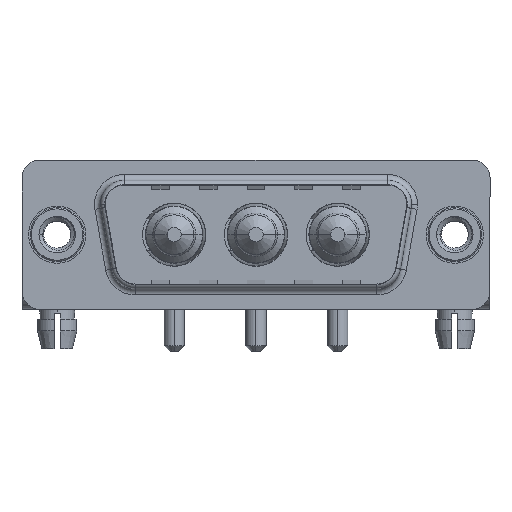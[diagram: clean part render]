
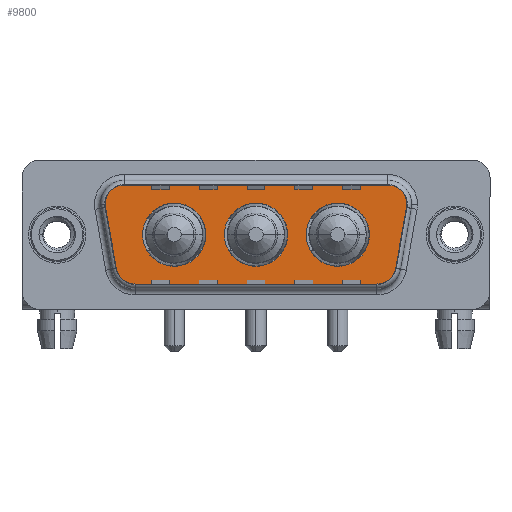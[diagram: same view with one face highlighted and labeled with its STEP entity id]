
A CAD part, top view. The second image highlights one B-rep face of the part: STEP entity #9800.
In plain terms, the highlighted planar face has unit normal (0, 0, 1).
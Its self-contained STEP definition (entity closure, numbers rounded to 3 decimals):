
#113 = DIRECTION ( 'NONE',  ( -1., 0., 0. ) ) ;
#189 = CIRCLE ( 'NONE', #10263, 2.65 ) ;
#204 = CARTESIAN_POINT ( 'NONE',  ( 16.65, 0., 0. ) ) ;
#466 = VECTOR ( 'NONE', #13905, 1000. ) ;
#508 = EDGE_LOOP ( 'NONE', ( #861, #13458, #1306, #15722, #8352, #6400, #10408, #3792, #6020 ) ) ;
#521 = FACE_OUTER_BOUND ( 'NONE', #508, .T. ) ;
#861 = ORIENTED_EDGE ( 'NONE', *, *, #13760, .T. ) ;
#1127 = EDGE_CURVE ( 'NONE', #7913, #3609, #12782, .T. ) ;
#1267 = VERTEX_POINT ( 'NONE', #15278 ) ;
#1306 = ORIENTED_EDGE ( 'NONE', *, *, #11566, .T. ) ;
#1571 = VERTEX_POINT ( 'NONE', #1900 ) ;
#1591 = DIRECTION ( 'NONE',  ( 0., 0., 1. ) ) ;
#1695 = DIRECTION ( 'NONE',  ( -1., 0., 0. ) ) ;
#1699 = EDGE_LOOP ( 'NONE', ( #7594, #4953 ) ) ;
#1750 = CARTESIAN_POINT ( 'NONE',  ( 6.434, -4.9, 0. ) ) ;
#1831 = DIRECTION ( 'NONE',  ( 0., 0., 1. ) ) ;
#1900 = CARTESIAN_POINT ( 'NONE',  ( 20.85, 0., 0. ) ) ;
#2016 = CARTESIAN_POINT ( 'NONE',  ( 12.45, 0., 0. ) ) ;
#2036 = VERTEX_POINT ( 'NONE', #2016 ) ;
#2119 = DIRECTION ( 'NONE',  ( 0., 0., 1. ) ) ;
#2875 = CARTESIAN_POINT ( 'NONE',  ( 27.889, 2.9, 0. ) ) ;
#3078 = CIRCLE ( 'NONE', #8110, 2.65 ) ;
#3174 = EDGE_CURVE ( 'NONE', #3840, #1571, #3078, .T. ) ;
#3258 = DIRECTION ( 'NONE',  ( 0.174, 0.985, 0. ) ) ;
#3312 = DIRECTION ( 'NONE',  ( 0., 0., 1. ) ) ;
#3560 = DIRECTION ( 'NONE',  ( 0., 0., 1. ) ) ;
#3609 = VERTEX_POINT ( 'NONE', #12322 ) ;
#3703 = CARTESIAN_POINT ( 'NONE',  ( 9.8, 0., 0. ) ) ;
#3756 = CARTESIAN_POINT ( 'NONE',  ( 26.866, -4.9, 0. ) ) ;
#3792 = ORIENTED_EDGE ( 'NONE', *, *, #9784, .T. ) ;
#3840 = VERTEX_POINT ( 'NONE', #15738 ) ;
#3878 = DIRECTION ( 'NONE',  ( 0., 0., 1. ) ) ;
#4180 = VERTEX_POINT ( 'NONE', #5655 ) ;
#4238 = DIRECTION ( 'NONE',  ( -1., 0., 0. ) ) ;
#4371 = LINE ( 'NONE', #5859, #6061 ) ;
#4416 = DIRECTION ( 'NONE',  ( 1., 0., 0. ) ) ;
#4579 = FACE_BOUND ( 'NONE', #8413, .T. ) ;
#4767 = DIRECTION ( 'NONE',  ( 0., 0., 1. ) ) ;
#4786 = VECTOR ( 'NONE', #3258, 1000. ) ;
#4953 = ORIENTED_EDGE ( 'NONE', *, *, #6327, .F. ) ;
#4971 = AXIS2_PLACEMENT_3D ( 'NONE', #11067, #4767, #9824 ) ;
#4981 = CIRCLE ( 'NONE', #15600, 2. ) ;
#5125 = VERTEX_POINT ( 'NONE', #9559 ) ;
#5134 = CARTESIAN_POINT ( 'NONE',  ( 23.5, 0., 0. ) ) ;
#5320 = ORIENTED_EDGE ( 'NONE', *, *, #1127, .F. ) ;
#5488 = EDGE_CURVE ( 'NONE', #9866, #8192, #4981, .T. ) ;
#5581 = PLANE ( 'NONE',  #13154 ) ;
#5655 = CARTESIAN_POINT ( 'NONE',  ( 28.836, -3.247, 0. ) ) ;
#5859 = CARTESIAN_POINT ( 'NONE',  ( 3.441, 2.553, 0. ) ) ;
#6020 = ORIENTED_EDGE ( 'NONE', *, *, #10977, .T. ) ;
#6061 = VECTOR ( 'NONE', #15985, 1000. ) ;
#6327 = EDGE_CURVE ( 'NONE', #1571, #3840, #8925, .T. ) ;
#6350 = EDGE_CURVE ( 'NONE', #1267, #9866, #15150, .T. ) ;
#6400 = ORIENTED_EDGE ( 'NONE', *, *, #5488, .T. ) ;
#6821 = CARTESIAN_POINT ( 'NONE',  ( 29.859, 2.553, 0. ) ) ;
#6906 = DIRECTION ( 'NONE',  ( 1., 0., 0. ) ) ;
#7063 = FACE_BOUND ( 'NONE', #12729, .T. ) ;
#7082 = AXIS2_PLACEMENT_3D ( 'NONE', #2875, #8258, #1695 ) ;
#7226 = CARTESIAN_POINT ( 'NONE',  ( 5.411, 4.9, 0. ) ) ;
#7227 = CARTESIAN_POINT ( 'NONE',  ( 16.65, 0., 0. ) ) ;
#7449 = CIRCLE ( 'NONE', #13003, 2.65 ) ;
#7452 = DIRECTION ( 'NONE',  ( 1., 0., 0. ) ) ;
#7594 = ORIENTED_EDGE ( 'NONE', *, *, #3174, .F. ) ;
#7647 = DIRECTION ( 'NONE',  ( 1., 0., 0. ) ) ;
#7833 = DIRECTION ( 'NONE',  ( 0., 0., 1. ) ) ;
#7913 = VERTEX_POINT ( 'NONE', #13467 ) ;
#7952 = CIRCLE ( 'NONE', #10061, 2. ) ;
#8026 = AXIS2_PLACEMENT_3D ( 'NONE', #7227, #9472, #14557 ) ;
#8110 = AXIS2_PLACEMENT_3D ( 'NONE', #5134, #3560, #10185 ) ;
#8192 = VERTEX_POINT ( 'NONE', #12615 ) ;
#8258 = DIRECTION ( 'NONE',  ( 0., 0., 1. ) ) ;
#8261 = VERTEX_POINT ( 'NONE', #3756 ) ;
#8352 = ORIENTED_EDGE ( 'NONE', *, *, #6350, .T. ) ;
#8377 = LINE ( 'NONE', #6821, #4786 ) ;
#8413 = EDGE_LOOP ( 'NONE', ( #11153, #5320 ) ) ;
#8706 = AXIS2_PLACEMENT_3D ( 'NONE', #204, #7833, #11554 ) ;
#8925 = CIRCLE ( 'NONE', #4971, 2.65 ) ;
#9005 = ORIENTED_EDGE ( 'NONE', *, *, #10810, .F. ) ;
#9144 = CARTESIAN_POINT ( 'NONE',  ( 27.889, 2.9, 0. ) ) ;
#9472 = DIRECTION ( 'NONE',  ( 0., 0., 1. ) ) ;
#9550 = VERTEX_POINT ( 'NONE', #14942 ) ;
#9559 = CARTESIAN_POINT ( 'NONE',  ( 7.15, 0., 0. ) ) ;
#9613 = CARTESIAN_POINT ( 'NONE',  ( 29.889, 2.9, 0. ) ) ;
#9784 = EDGE_CURVE ( 'NONE', #9550, #11675, #15594, .T. ) ;
#9800 = ADVANCED_FACE ( 'NONE', ( #4579, #11880, #7063, #521 ), #5581, .T. ) ;
#9824 = DIRECTION ( 'NONE',  ( 1., 0., 0. ) ) ;
#9866 = VERTEX_POINT ( 'NONE', #7226 ) ;
#10061 = AXIS2_PLACEMENT_3D ( 'NONE', #11245, #3878, #7452 ) ;
#10080 = VERTEX_POINT ( 'NONE', #10286 ) ;
#10185 = DIRECTION ( 'NONE',  ( 1., 0., 0. ) ) ;
#10263 = AXIS2_PLACEMENT_3D ( 'NONE', #3703, #2119, #12481 ) ;
#10267 = VERTEX_POINT ( 'NONE', #9613 ) ;
#10286 = CARTESIAN_POINT ( 'NONE',  ( 29.859, 2.553, 0. ) ) ;
#10407 = CARTESIAN_POINT ( 'NONE',  ( 5.411, 4.9, 0. ) ) ;
#10408 = ORIENTED_EDGE ( 'NONE', *, *, #12232, .T. ) ;
#10564 = CIRCLE ( 'NONE', #8706, 2.65 ) ;
#10614 = CARTESIAN_POINT ( 'NONE',  ( 6.434, -2.9, 0. ) ) ;
#10802 = AXIS2_PLACEMENT_3D ( 'NONE', #9144, #1591, #15720 ) ;
#10810 = EDGE_CURVE ( 'NONE', #5125, #2036, #189, .T. ) ;
#10871 = DIRECTION ( 'NONE',  ( 0., 0., 1. ) ) ;
#10977 = EDGE_CURVE ( 'NONE', #11675, #8261, #12819, .T. ) ;
#11060 = EDGE_CURVE ( 'NONE', #10267, #1267, #12375, .T. ) ;
#11067 = CARTESIAN_POINT ( 'NONE',  ( 23.5, 0., 0. ) ) ;
#11153 = ORIENTED_EDGE ( 'NONE', *, *, #12439, .F. ) ;
#11245 = CARTESIAN_POINT ( 'NONE',  ( 26.866, -2.9, 0. ) ) ;
#11360 = DIRECTION ( 'NONE',  ( 0., 0., 1. ) ) ;
#11554 = DIRECTION ( 'NONE',  ( 1., 0., 0. ) ) ;
#11566 = EDGE_CURVE ( 'NONE', #10080, #10267, #15847, .T. ) ;
#11675 = VERTEX_POINT ( 'NONE', #1750 ) ;
#11880 = FACE_BOUND ( 'NONE', #1699, .T. ) ;
#12232 = EDGE_CURVE ( 'NONE', #8192, #9550, #4371, .T. ) ;
#12322 = CARTESIAN_POINT ( 'NONE',  ( 19.3, 0., 0. ) ) ;
#12375 = CIRCLE ( 'NONE', #7082, 2. ) ;
#12439 = EDGE_CURVE ( 'NONE', #3609, #7913, #10564, .T. ) ;
#12481 = DIRECTION ( 'NONE',  ( 1., 0., 0. ) ) ;
#12615 = CARTESIAN_POINT ( 'NONE',  ( 3.441, 2.553, 0. ) ) ;
#12729 = EDGE_LOOP ( 'NONE', ( #15299, #9005 ) ) ;
#12782 = CIRCLE ( 'NONE', #8026, 2.65 ) ;
#12819 = LINE ( 'NONE', #15410, #466 ) ;
#13003 = AXIS2_PLACEMENT_3D ( 'NONE', #13211, #1831, #6906 ) ;
#13154 = AXIS2_PLACEMENT_3D ( 'NONE', #15715, #10871, #4416 ) ;
#13211 = CARTESIAN_POINT ( 'NONE',  ( 9.8, 0., 0. ) ) ;
#13458 = ORIENTED_EDGE ( 'NONE', *, *, #16225, .T. ) ;
#13467 = CARTESIAN_POINT ( 'NONE',  ( 14., 0., 0. ) ) ;
#13760 = EDGE_CURVE ( 'NONE', #8261, #4180, #7952, .T. ) ;
#13905 = DIRECTION ( 'NONE',  ( 1., 0., 0. ) ) ;
#13909 = VECTOR ( 'NONE', #113, 1000. ) ;
#14202 = CARTESIAN_POINT ( 'NONE',  ( 5.411, 2.9, 0. ) ) ;
#14480 = EDGE_CURVE ( 'NONE', #2036, #5125, #7449, .T. ) ;
#14557 = DIRECTION ( 'NONE',  ( 1., 0., 0. ) ) ;
#14942 = CARTESIAN_POINT ( 'NONE',  ( 4.464, -3.247, 0. ) ) ;
#15150 = LINE ( 'NONE', #10407, #13909 ) ;
#15278 = CARTESIAN_POINT ( 'NONE',  ( 27.889, 4.9, 0. ) ) ;
#15283 = AXIS2_PLACEMENT_3D ( 'NONE', #10614, #3312, #4238 ) ;
#15299 = ORIENTED_EDGE ( 'NONE', *, *, #14480, .F. ) ;
#15410 = CARTESIAN_POINT ( 'NONE',  ( 6.434, -4.9, 0. ) ) ;
#15594 = CIRCLE ( 'NONE', #15283, 2. ) ;
#15600 = AXIS2_PLACEMENT_3D ( 'NONE', #14202, #11360, #7647 ) ;
#15715 = CARTESIAN_POINT ( 'NONE',  ( 26.866, -2.9, 0. ) ) ;
#15720 = DIRECTION ( 'NONE',  ( -1., 0., 0. ) ) ;
#15722 = ORIENTED_EDGE ( 'NONE', *, *, #11060, .T. ) ;
#15738 = CARTESIAN_POINT ( 'NONE',  ( 26.15, 0., 0. ) ) ;
#15847 = CIRCLE ( 'NONE', #10802, 2. ) ;
#15985 = DIRECTION ( 'NONE',  ( 0.174, -0.985, 0. ) ) ;
#16225 = EDGE_CURVE ( 'NONE', #4180, #10080, #8377, .T. ) ;
